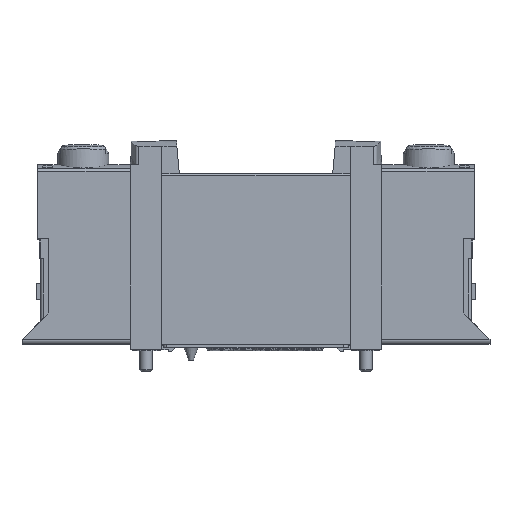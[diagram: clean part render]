
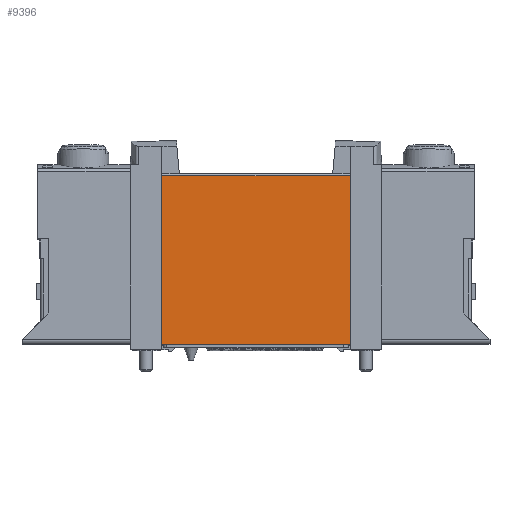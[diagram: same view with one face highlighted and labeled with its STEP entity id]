
A CAD part, top view. The second image highlights one B-rep face of the part: STEP entity #9396.
In plain terms, the highlighted planar face has unit normal (0, 0, 1).
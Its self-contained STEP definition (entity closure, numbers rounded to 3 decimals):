
#164=PLANE('',#10134);
#747=LINE('',#14650,#1647);
#817=LINE('',#14820,#1717);
#820=LINE('',#14828,#1720);
#823=LINE('',#14832,#1723);
#1647=VECTOR('',#11476,1000.);
#1717=VECTOR('',#11616,1000.);
#1720=VECTOR('',#11623,1000.);
#1723=VECTOR('',#11628,1000.);
#2909=ORIENTED_EDGE('',*,*,#5412,.T.);
#2910=ORIENTED_EDGE('',*,*,#5509,.F.);
#2911=ORIENTED_EDGE('',*,*,#5502,.F.);
#2912=ORIENTED_EDGE('',*,*,#5506,.T.);
#5412=EDGE_CURVE('',#6724,#6723,#747,.T.);
#5502=EDGE_CURVE('',#6788,#6789,#817,.T.);
#5506=EDGE_CURVE('',#6788,#6724,#820,.T.);
#5509=EDGE_CURVE('',#6789,#6723,#823,.T.);
#6723=VERTEX_POINT('',#14649);
#6724=VERTEX_POINT('',#14651);
#6788=VERTEX_POINT('',#14819);
#6789=VERTEX_POINT('',#14821);
#7835=EDGE_LOOP('',(#2909,#2910,#2911,#2912));
#8561=FACE_BOUND('',#7835,.T.);
#9396=ADVANCED_FACE('',(#8561),#164,.F.);
#10134=AXIS2_PLACEMENT_3D('',#14831,#11626,#11627);
#11476=DIRECTION('',(0.,-1.,0.));
#11616=DIRECTION('',(0.,-1.,0.));
#11623=DIRECTION('',(-1.,0.,0.));
#11626=DIRECTION('',(0.,0.,-1.));
#11627=DIRECTION('',(-1.,0.,0.));
#11628=DIRECTION('',(-1.,0.,0.));
#14649=CARTESIAN_POINT('',(-14.95,0.,5.1));
#14650=CARTESIAN_POINT('',(-14.95,26.7,5.1));
#14651=CARTESIAN_POINT('',(-14.95,26.7,5.1));
#14819=CARTESIAN_POINT('',(14.95,26.7,5.1));
#14820=CARTESIAN_POINT('',(14.95,26.7,5.1));
#14821=CARTESIAN_POINT('',(14.95,0.,5.1));
#14828=CARTESIAN_POINT('',(14.95,26.7,5.1));
#14831=CARTESIAN_POINT('',(14.95,26.7,5.1));
#14832=CARTESIAN_POINT('',(14.95,0.,5.1));
